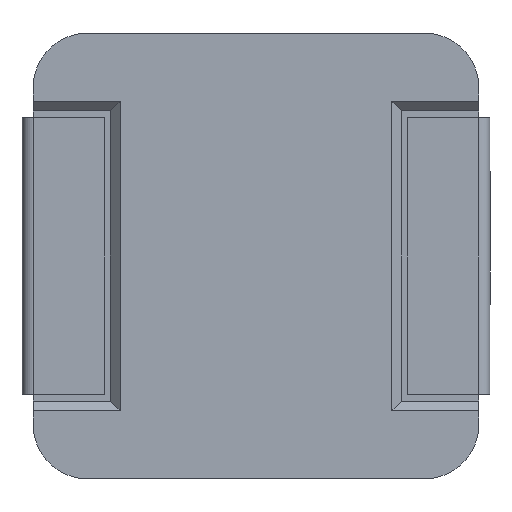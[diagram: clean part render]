
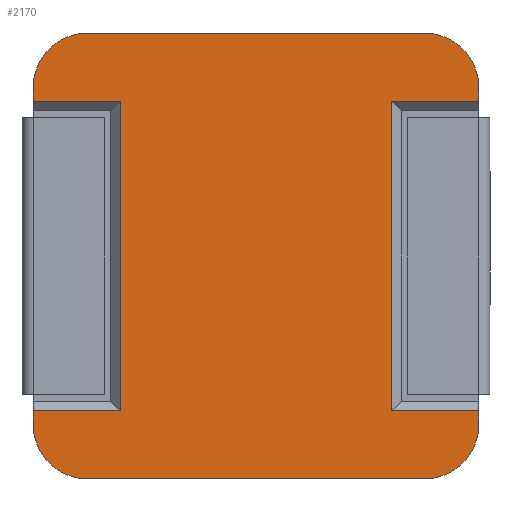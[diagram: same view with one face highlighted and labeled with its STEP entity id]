
A CAD part, front view. The second image highlights one B-rep face of the part: STEP entity #2170.
In plain terms, the highlighted planar face has unit normal (0, -1, 0).
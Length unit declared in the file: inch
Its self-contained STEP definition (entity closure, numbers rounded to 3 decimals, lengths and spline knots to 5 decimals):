
#30 = DIRECTION ( 'NONE',  ( 0., 0., 1. ) ) ;
#47 = VERTEX_POINT ( 'NONE', #1978 ) ;
#56 = CARTESIAN_POINT ( 'NONE',  ( -0.1217, 0., -0.1613 ) ) ;
#65 = EDGE_CURVE ( 'NONE', #993, #47, #2371, .T. ) ;
#91 = CARTESIAN_POINT ( 'NONE',  ( 0.0983, 0., -0.112 ) ) ;
#92 = VERTEX_POINT ( 'NONE', #1095 ) ;
#101 = CARTESIAN_POINT ( 'NONE',  ( 0.1613, 0., 0.112 ) ) ;
#103 = DIRECTION ( 'NONE',  ( 0., 0., 1. ) ) ;
#105 = ORIENTED_EDGE ( 'NONE', *, *, #654, .F. ) ;
#150 = DIRECTION ( 'NONE',  ( 0., 1., 0. ) ) ;
#181 = VERTEX_POINT ( 'NONE', #2110 ) ;
#194 = ORIENTED_EDGE ( 'NONE', *, *, #515, .T. ) ;
#261 = VERTEX_POINT ( 'NONE', #947 ) ;
#343 = CARTESIAN_POINT ( 'NONE',  ( 0.1613, 0., 0.1217 ) ) ;
#345 = VECTOR ( 'NONE', #4089, 39.37008 ) ;
#416 = FACE_OUTER_BOUND ( 'NONE', #2699, .T. ) ;
#464 = CARTESIAN_POINT ( 'NONE',  ( 0.1613, 0., 0.1217 ) ) ;
#515 = EDGE_CURVE ( 'NONE', #92, #1330, #3467, .T. ) ;
#516 = EDGE_CURVE ( 'NONE', #92, #1207, #4075, .T. ) ;
#523 = CARTESIAN_POINT ( 'NONE',  ( 0.1217, 0., 0.1217 ) ) ;
#654 = EDGE_CURVE ( 'NONE', #1444, #3622, #1643, .T. ) ;
#683 = EDGE_CURVE ( 'NONE', #2653, #2905, #3675, .T. ) ;
#685 = CARTESIAN_POINT ( 'NONE',  ( 0.1217, 0., -0.1613 ) ) ;
#750 = LINE ( 'NONE', #1073, #1578 ) ;
#757 = ORIENTED_EDGE ( 'NONE', *, *, #3908, .T. ) ;
#761 = VECTOR ( 'NONE', #2427, 39.37008 ) ;
#770 = CARTESIAN_POINT ( 'NONE',  ( -0.1217, 0., 0.1613 ) ) ;
#808 = CARTESIAN_POINT ( 'NONE',  ( 0.1613, 0., -0.1217 ) ) ;
#818 = CARTESIAN_POINT ( 'NONE',  ( -0.1217, 0., 0.1613 ) ) ;
#819 = DIRECTION ( 'NONE',  ( 0., 0., -1. ) ) ;
#822 = DIRECTION ( 'NONE',  ( 0., 1., 0. ) ) ;
#918 = VECTOR ( 'NONE', #3404, 39.37008 ) ;
#947 = CARTESIAN_POINT ( 'NONE',  ( 0.0983, 0., 0.112 ) ) ;
#966 = ORIENTED_EDGE ( 'NONE', *, *, #4008, .F. ) ;
#991 = EDGE_CURVE ( 'NONE', #3119, #181, #1785, .T. ) ;
#993 = VERTEX_POINT ( 'NONE', #818 ) ;
#995 = EDGE_CURVE ( 'NONE', #47, #1444, #2325, .T. ) ;
#1029 = VECTOR ( 'NONE', #2770, 39.37008 ) ;
#1073 = CARTESIAN_POINT ( 'NONE',  ( 0.1217, 0., 0.112 ) ) ;
#1091 = CARTESIAN_POINT ( 'NONE',  ( -0.1613, 0., 0.1217 ) ) ;
#1095 = CARTESIAN_POINT ( 'NONE',  ( 0.1613, 0., -0.112 ) ) ;
#1119 = CARTESIAN_POINT ( 'NONE',  ( -0.1217, 0., 0.1217 ) ) ;
#1140 = CARTESIAN_POINT ( 'NONE',  ( 0.1217, 0., -0.112 ) ) ;
#1207 = VERTEX_POINT ( 'NONE', #808 ) ;
#1234 = DIRECTION ( 'NONE',  ( 0., 1., 0. ) ) ;
#1278 = EDGE_CURVE ( 'NONE', #3744, #3088, #1994, .T. ) ;
#1318 = CARTESIAN_POINT ( 'NONE',  ( -0.1613, 0., -0.1217 ) ) ;
#1330 = VERTEX_POINT ( 'NONE', #91 ) ;
#1371 = ORIENTED_EDGE ( 'NONE', *, *, #3644, .T. ) ;
#1444 = VERTEX_POINT ( 'NONE', #3754 ) ;
#1485 = CARTESIAN_POINT ( 'NONE',  ( 0.1217, 0., 0.1217 ) ) ;
#1504 = DIRECTION ( 'NONE',  ( 0., 0., 1. ) ) ;
#1531 = VECTOR ( 'NONE', #2698, 39.37008 ) ;
#1548 = CARTESIAN_POINT ( 'NONE',  ( -0.1613, 0., 0.1217 ) ) ;
#1578 = VECTOR ( 'NONE', #3396, 39.37008 ) ;
#1598 = VECTOR ( 'NONE', #30, 39.37008 ) ;
#1643 = LINE ( 'NONE', #343, #4063 ) ;
#1654 = VERTEX_POINT ( 'NONE', #56 ) ;
#1764 = LINE ( 'NONE', #2042, #1029 ) ;
#1785 = LINE ( 'NONE', #1548, #1858 ) ;
#1858 = VECTOR ( 'NONE', #3104, 39.37008 ) ;
#1884 = DIRECTION ( 'NONE',  ( 0., 0., -1. ) ) ;
#1918 = AXIS2_PLACEMENT_3D ( 'NONE', #3510, #3788, #3529 ) ;
#1922 = AXIS2_PLACEMENT_3D ( 'NONE', #1485, #822, #103 ) ;
#1978 = CARTESIAN_POINT ( 'NONE',  ( 0.1217, 0., 0.1613 ) ) ;
#1994 = LINE ( 'NONE', #1091, #1598 ) ;
#1999 = ORIENTED_EDGE ( 'NONE', *, *, #2789, .F. ) ;
#2010 = EDGE_CURVE ( 'NONE', #1207, #3578, #3779, .T. ) ;
#2042 = CARTESIAN_POINT ( 'NONE',  ( -0.1217, 0., -0.1613 ) ) ;
#2061 = CIRCLE ( 'NONE', #3388, 0.0396 ) ;
#2075 = CARTESIAN_POINT ( 'NONE',  ( 0.1217, 0., 0.112 ) ) ;
#2110 = CARTESIAN_POINT ( 'NONE',  ( -0.1613, 0., 0.1217 ) ) ;
#2135 = ORIENTED_EDGE ( 'NONE', *, *, #3910, .F. ) ;
#2169 = AXIS2_PLACEMENT_3D ( 'NONE', #3517, #1234, #1884 ) ;
#2170 = ADVANCED_FACE ( 'NONE', ( #416 ), #3697, .F. ) ;
#2262 = VECTOR ( 'NONE', #2494, 39.37008 ) ;
#2325 = CIRCLE ( 'NONE', #3983, 0.0396 ) ;
#2333 = ORIENTED_EDGE ( 'NONE', *, *, #65, .F. ) ;
#2353 = VECTOR ( 'NONE', #2597, 39.37008 ) ;
#2371 = LINE ( 'NONE', #770, #1531 ) ;
#2398 = DIRECTION ( 'NONE',  ( 0., 1., 0. ) ) ;
#2427 = DIRECTION ( 'NONE',  ( 0., 0., -1. ) ) ;
#2494 = DIRECTION ( 'NONE',  ( -1., 0., 0. ) ) ;
#2597 = DIRECTION ( 'NONE',  ( 0., 0., 1. ) ) ;
#2653 = VERTEX_POINT ( 'NONE', #2661 ) ;
#2661 = CARTESIAN_POINT ( 'NONE',  ( -0.0983, 0., 0.112 ) ) ;
#2698 = DIRECTION ( 'NONE',  ( 1., 0., 0. ) ) ;
#2699 = EDGE_LOOP ( 'NONE', ( #4062, #194, #4122, #1371, #105, #3414, #2333, #1999, #3105, #757, #3525, #3131, #3871, #966, #2135, #2712 ) ) ;
#2712 = ORIENTED_EDGE ( 'NONE', *, *, #2010, .F. ) ;
#2770 = DIRECTION ( 'NONE',  ( -1., 0., 0. ) ) ;
#2789 = EDGE_CURVE ( 'NONE', #181, #993, #2061, .T. ) ;
#2905 = VERTEX_POINT ( 'NONE', #4219 ) ;
#2979 = DIRECTION ( 'NONE',  ( 0., 0., -1. ) ) ;
#3017 = LINE ( 'NONE', #1140, #345 ) ;
#3088 = VERTEX_POINT ( 'NONE', #3376 ) ;
#3091 = EDGE_CURVE ( 'NONE', #2905, #3088, #3017, .T. ) ;
#3104 = DIRECTION ( 'NONE',  ( 0., 0., 1. ) ) ;
#3105 = ORIENTED_EDGE ( 'NONE', *, *, #991, .F. ) ;
#3112 = CARTESIAN_POINT ( 'NONE',  ( 0.1217, 0., -0.112 ) ) ;
#3119 = VERTEX_POINT ( 'NONE', #3774 ) ;
#3131 = ORIENTED_EDGE ( 'NONE', *, *, #3091, .T. ) ;
#3347 = EDGE_CURVE ( 'NONE', #1330, #261, #4273, .T. ) ;
#3376 = CARTESIAN_POINT ( 'NONE',  ( -0.1613, 0., -0.112 ) ) ;
#3388 = AXIS2_PLACEMENT_3D ( 'NONE', #1119, #2398, #819 ) ;
#3396 = DIRECTION ( 'NONE',  ( 1., 0., 0. ) ) ;
#3404 = DIRECTION ( 'NONE',  ( 0., 0., -1. ) ) ;
#3414 = ORIENTED_EDGE ( 'NONE', *, *, #995, .F. ) ;
#3467 = LINE ( 'NONE', #3112, #2262 ) ;
#3510 = CARTESIAN_POINT ( 'NONE',  ( 0.1217, 0., -0.1217 ) ) ;
#3517 = CARTESIAN_POINT ( 'NONE',  ( -0.1217, 0., -0.1217 ) ) ;
#3525 = ORIENTED_EDGE ( 'NONE', *, *, #683, .T. ) ;
#3529 = DIRECTION ( 'NONE',  ( 0., 0., -1. ) ) ;
#3578 = VERTEX_POINT ( 'NONE', #685 ) ;
#3622 = VERTEX_POINT ( 'NONE', #101 ) ;
#3644 = EDGE_CURVE ( 'NONE', #261, #3622, #4007, .T. ) ;
#3675 = LINE ( 'NONE', #4026, #918 ) ;
#3697 = PLANE ( 'NONE',  #1922 ) ;
#3744 = VERTEX_POINT ( 'NONE', #1318 ) ;
#3754 = CARTESIAN_POINT ( 'NONE',  ( 0.1613, 0., 0.1217 ) ) ;
#3774 = CARTESIAN_POINT ( 'NONE',  ( -0.1613, 0., 0.112 ) ) ;
#3779 = CIRCLE ( 'NONE', #1918, 0.0396 ) ;
#3788 = DIRECTION ( 'NONE',  ( 0., 1., 0. ) ) ;
#3806 = VECTOR ( 'NONE', #4070, 39.37008 ) ;
#3871 = ORIENTED_EDGE ( 'NONE', *, *, #1278, .F. ) ;
#3904 = CARTESIAN_POINT ( 'NONE',  ( 0.0983, 0., 0.1217 ) ) ;
#3908 = EDGE_CURVE ( 'NONE', #3119, #2653, #750, .T. ) ;
#3910 = EDGE_CURVE ( 'NONE', #3578, #1654, #1764, .T. ) ;
#3961 = CIRCLE ( 'NONE', #2169, 0.0396 ) ;
#3983 = AXIS2_PLACEMENT_3D ( 'NONE', #523, #150, #1504 ) ;
#4007 = LINE ( 'NONE', #2075, #3806 ) ;
#4008 = EDGE_CURVE ( 'NONE', #1654, #3744, #3961, .T. ) ;
#4026 = CARTESIAN_POINT ( 'NONE',  ( -0.0983, 0., 0.1217 ) ) ;
#4062 = ORIENTED_EDGE ( 'NONE', *, *, #516, .F. ) ;
#4063 = VECTOR ( 'NONE', #2979, 39.37008 ) ;
#4070 = DIRECTION ( 'NONE',  ( 1., 0., 0. ) ) ;
#4075 = LINE ( 'NONE', #464, #761 ) ;
#4089 = DIRECTION ( 'NONE',  ( -1., 0., 0. ) ) ;
#4122 = ORIENTED_EDGE ( 'NONE', *, *, #3347, .T. ) ;
#4219 = CARTESIAN_POINT ( 'NONE',  ( -0.0983, 0., -0.112 ) ) ;
#4273 = LINE ( 'NONE', #3904, #2353 ) ;
